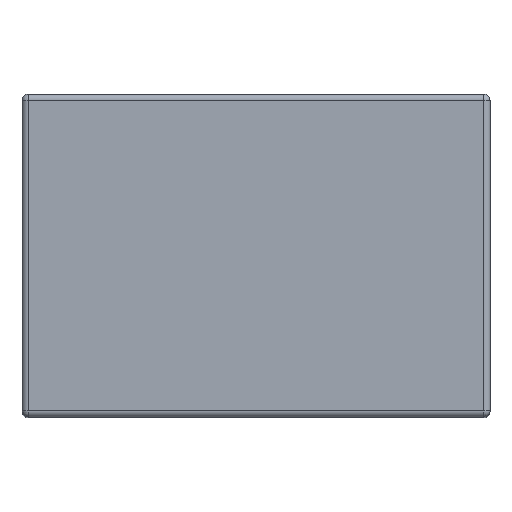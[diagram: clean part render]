
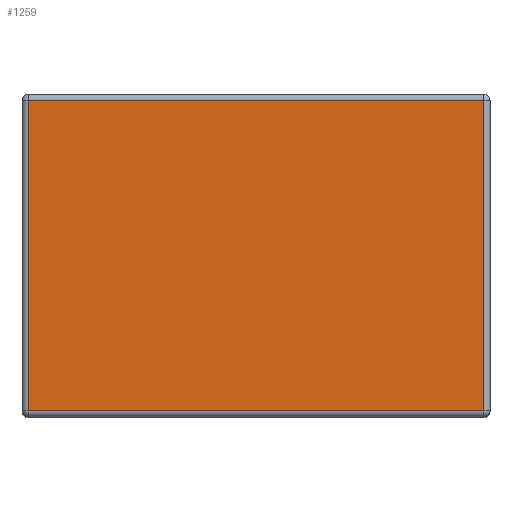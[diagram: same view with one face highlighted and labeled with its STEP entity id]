
A CAD part, top view. The second image highlights one B-rep face of the part: STEP entity #1259.
In plain terms, the highlighted planar face has unit normal (0, 0, 1).
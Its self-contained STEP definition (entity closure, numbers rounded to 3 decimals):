
#73 = ORIENTED_EDGE ( 'NONE', *, *, #1202, .T. ) ;
#105 = ORIENTED_EDGE ( 'NONE', *, *, #427, .T. ) ;
#122 = AXIS2_PLACEMENT_3D ( 'NONE', #756, #649, #161 ) ;
#127 = VERTEX_POINT ( 'NONE', #981 ) ;
#158 = EDGE_CURVE ( 'NONE', #219, #251, #945, .T. ) ;
#161 = DIRECTION ( 'NONE',  ( 1., 0., 0. ) ) ;
#219 = VERTEX_POINT ( 'NONE', #728 ) ;
#232 = LINE ( 'NONE', #628, #355 ) ;
#251 = VERTEX_POINT ( 'NONE', #903 ) ;
#351 = EDGE_CURVE ( 'NONE', #251, #916, #232, .T. ) ;
#355 = VECTOR ( 'NONE', #529, 1000. ) ;
#361 = CARTESIAN_POINT ( 'NONE',  ( 5.65, 4., 10.4 ) ) ;
#427 = EDGE_CURVE ( 'NONE', #127, #219, #1213, .T. ) ;
#529 = DIRECTION ( 'NONE',  ( -1., 0., 0. ) ) ;
#539 = VECTOR ( 'NONE', #752, 1000. ) ;
#600 = VECTOR ( 'NONE', #1225, 1000. ) ;
#628 = CARTESIAN_POINT ( 'NONE',  ( -5.8, 3.85, 10.4 ) ) ;
#649 = DIRECTION ( 'NONE',  ( 0., 0., 1. ) ) ;
#716 = CARTESIAN_POINT ( 'NONE',  ( -5.65, 3.85, 10.4 ) ) ;
#728 = CARTESIAN_POINT ( 'NONE',  ( 5.65, -3.85, 10.4 ) ) ;
#752 = DIRECTION ( 'NONE',  ( 0., 1., 0. ) ) ;
#756 = CARTESIAN_POINT ( 'NONE',  ( 0., 0., 10.4 ) ) ;
#790 = CARTESIAN_POINT ( 'NONE',  ( 5.8, -3.85, 10.4 ) ) ;
#800 = ORIENTED_EDGE ( 'NONE', *, *, #158, .T. ) ;
#803 = VECTOR ( 'NONE', #894, 1000. ) ;
#808 = CARTESIAN_POINT ( 'NONE',  ( -5.65, -4., 10.4 ) ) ;
#855 = PLANE ( 'NONE',  #122 ) ;
#894 = DIRECTION ( 'NONE',  ( 1., 0., 0. ) ) ;
#903 = CARTESIAN_POINT ( 'NONE',  ( 5.65, 3.85, 10.4 ) ) ;
#916 = VERTEX_POINT ( 'NONE', #716 ) ;
#945 = LINE ( 'NONE', #361, #539 ) ;
#947 = FACE_OUTER_BOUND ( 'NONE', #1133, .T. ) ;
#981 = CARTESIAN_POINT ( 'NONE',  ( -5.65, -3.85, 10.4 ) ) ;
#1034 = LINE ( 'NONE', #808, #600 ) ;
#1133 = EDGE_LOOP ( 'NONE', ( #73, #105, #800, #1157 ) ) ;
#1157 = ORIENTED_EDGE ( 'NONE', *, *, #351, .T. ) ;
#1202 = EDGE_CURVE ( 'NONE', #916, #127, #1034, .T. ) ;
#1213 = LINE ( 'NONE', #790, #803 ) ;
#1225 = DIRECTION ( 'NONE',  ( 0., -1., 0. ) ) ;
#1259 = ADVANCED_FACE ( 'NONE', ( #947 ), #855, .T. ) ;
